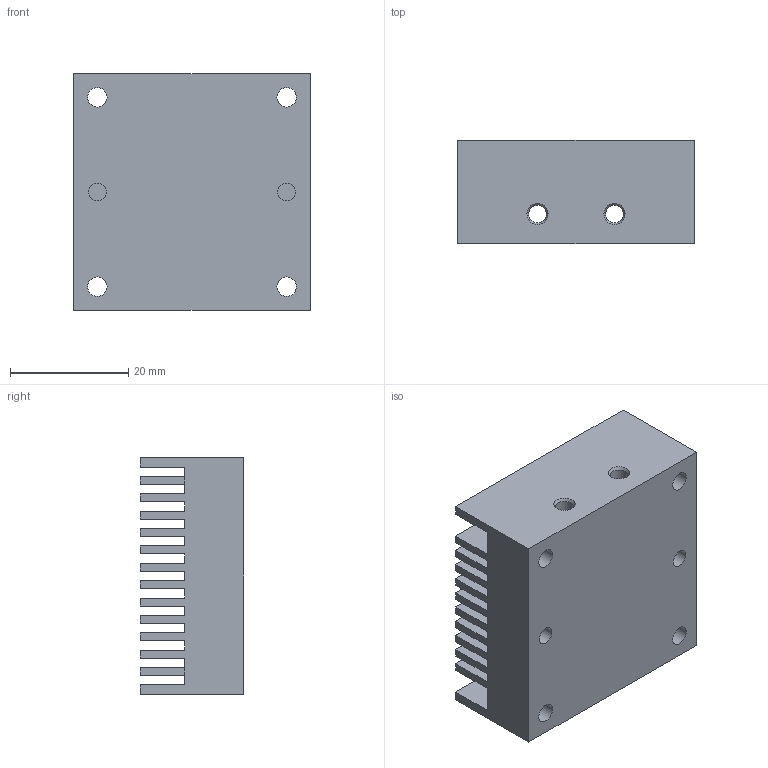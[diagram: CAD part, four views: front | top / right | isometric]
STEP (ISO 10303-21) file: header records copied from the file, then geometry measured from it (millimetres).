
FILE_DESCRIPTION(('FreeCAD Model'),'2;1');
FILE_NAME('dual_sink_m_0.2.step','2017-05-08T07:16:47',('Author'),(''), 'Open CASCADE STEP processor 6.9','FreeCAD','Unknown');
FILE_SCHEMA(('AUTOMOTIVE_DESIGN_CC2 { 1 2 10303 214 -1 1 5 4 }'));
Length unit declared in the file: millimetre
Products named in the file (2): ASSEMBLY; Chamfer
Assembly tree (1 placements, depth 2):
  ASSEMBLY
    Chamfer
Bounding box: 40 x 17.5 x 40 mm (x, y, z)
Volume: 18790.9 mm3; surface area: 14761.6 mm2
Topology: 1 solids, 1 shells, 118 faces, 334 edges, 214 vertices
Faces by surface type: plane 102, cylinder 14, cone 2
Full cylindrical faces by diameter (mm): 3 x8, 3.3 x4, 7 x2
Entity records: 10446 total; most frequent: CARTESIAN_POINT 3082, DIRECTION 1156, LINE 762, VECTOR 762, ORIENTED_EDGE 668, PCURVE 668, DEFINITIONAL_REPRESENTATION 668, EDGE_CURVE 334
